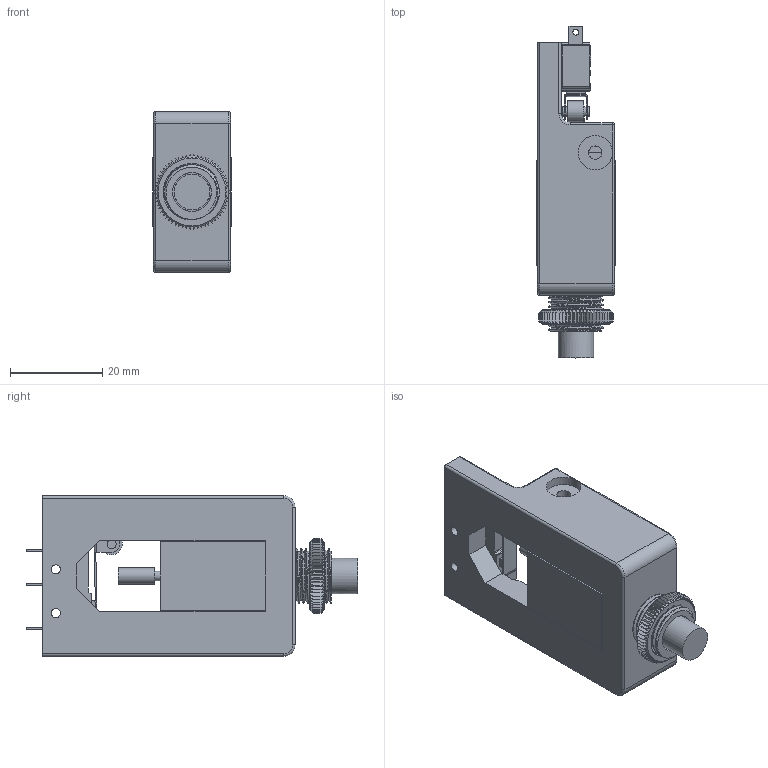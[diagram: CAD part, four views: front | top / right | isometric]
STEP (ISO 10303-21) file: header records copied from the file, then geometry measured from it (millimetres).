
FILE_DESCRIPTION(/* description */ (''),/* implementation_level */ '2;1');
FILE_NAME(/* name */ 'Large Solenoid Triggerable v13.step',/* time_stamp */ '2023-03-05T12:51:39-07:00',/* author */ (''),/* organization */ (''),/* preprocessor_version */ 'ST-DEVELOPER v19.2',/* originating_system */ 'Autodesk Translation Framework v11.17.0.187',/* authorisation */ '');
FILE_SCHEMA (('AUTOMOTIVE_DESIGN { 1 0 10303 214 3 1 1 }'));
Length unit declared in the file: millimetre
Products named in the file (9): Large Solenoid Triggerable; Triggerable Circuit Breaker; Nut; Smaller EM; microswitch 10T85; NewSelf-retaining (two-way) Electromagnet DC 12V Push-pull Solenoid v
3; Body; Rod; Button NEW Style
Assembly tree (8 placements, depth 4):
  Large Solenoid Triggerable
    Triggerable Circuit Breaker
    Nut
    Smaller EM
      microswitch 10T85
      NewSelf-retaining (two-way) Electromagnet DC 12V Push-pull Solenoid v
3
        Body
        Rod
      Button NEW Style
Bounding box: 17.15 x 72.15 x 34.9 mm (x, y, z)
Volume: 23659.6 mm3; surface area: 12436.7 mm2
Topology: 10 solids, 10 shells, 794 faces, 1919 edges, 1192 vertices
Faces by surface type: plane 424, bspline 154, cone 120, cylinder 88, torus 6, sphere 2
Full cylindrical faces by diameter (mm): 0.6 x2, 1.294 x3, 1.5 x2, 2 x7, 2.2 x1, 2.4 x2, 2.9 x2, 3.5 x1, 4 x1, 4.3 x1, 4.6 x1, 7.5 x2, 7.7 x1, 8.4 x1, 10.741 x7, 11.335 x2, 11.884 x7, 12.452 x3
Entity records: 34164 total; most frequent: CARTESIAN_POINT 17036, ORIENTED_EDGE 3838, DIRECTION 2903, EDGE_CURVE 1919, VERTEX_POINT 1192, LINE 1045, VECTOR 1045, AXIS2_PLACEMENT_3D 929
